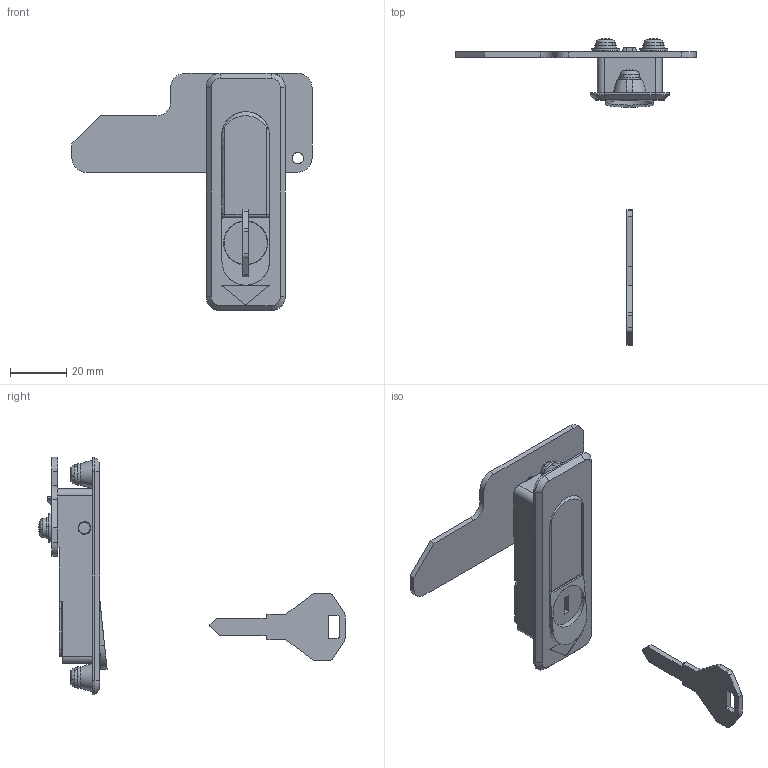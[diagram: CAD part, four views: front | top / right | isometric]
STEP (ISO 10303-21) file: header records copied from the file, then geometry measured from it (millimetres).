
FILE_DESCRIPTION((''),'2;1');
FILE_NAME('','2005-10-12T12:39:06',(''),(''),'','CADfix','');
FILE_SCHEMA(('AUTOMOTIVE_DESIGN'));
Length unit declared in the file: millimetre
Products named in the file (10): screw_B; screw_A; bracket; latch; key; housing; handle; cover; cam; THA_540_3K_No200_6475_36
Assembly tree (12 placements, depth 2):
  THA_540_3K_No200_6475_36
    screw_B  x2
    screw_A  x2
    bracket  x2
    latch
    key
    housing
    handle
    cover
    cam
Bounding box: 85 x 108.44 x 84 mm (x, y, z)
Volume: 23154.7 mm3; surface area: 23097.8 mm2
Topology: 12 solids, 12 shells, 492 faces, 1425 edges, 984 vertices
Faces by surface type: bspline 492
Entity records: 14214 total; most frequent: CARTESIAN_POINT 7195, ORIENTED_EDGE 2406, EDGE_CURVE 1203, VERTEX_POINT 828, QUASI_UNIFORM_CURVE 690, EDGE_LOOP 459, FACE_OUTER_BOUND 416, ADVANCED_FACE 416
